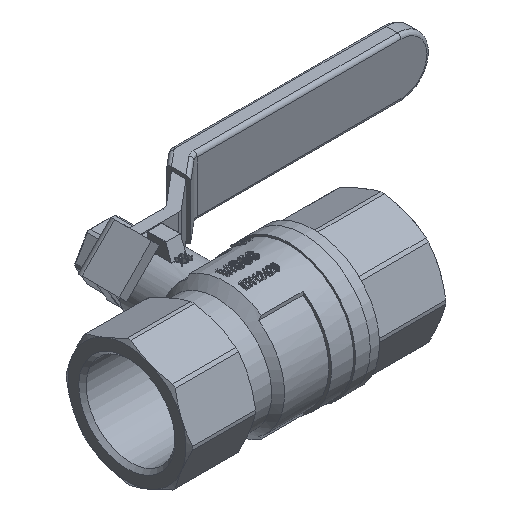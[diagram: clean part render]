
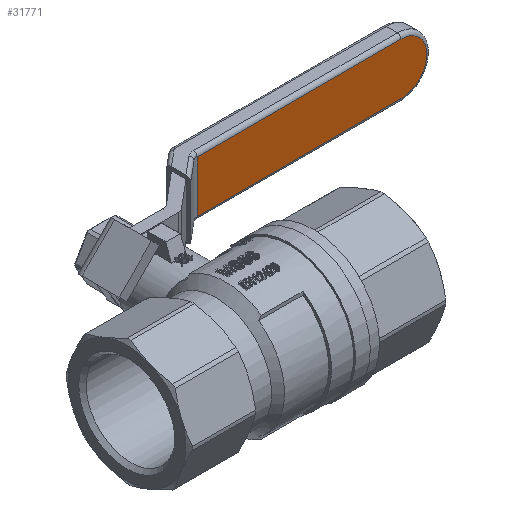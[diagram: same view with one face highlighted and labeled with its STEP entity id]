
A CAD part, isometric view. The second image highlights one B-rep face of the part: STEP entity #31771.
In plain terms, the highlighted planar face has unit normal (0, -1, 0).
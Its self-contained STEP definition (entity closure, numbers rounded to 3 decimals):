
#3096=LINE('',#52503,#4630);
#3097=LINE('',#52505,#4631);
#3098=LINE('',#52507,#4632);
#4630=VECTOR('',#42833,1000.);
#4631=VECTOR('',#42834,1000.);
#4632=VECTOR('',#42835,1000.);
#5936=PLANE('',#35052);
#12675=ORIENTED_EDGE('',*,*,#16536,.F.);
#12676=ORIENTED_EDGE('',*,*,#16537,.F.);
#12677=ORIENTED_EDGE('',*,*,#16538,.T.);
#12678=ORIENTED_EDGE('',*,*,#16539,.T.);
#12679=ORIENTED_EDGE('',*,*,#16540,.T.);
#16536=EDGE_CURVE('',#19031,#19032,#19474,.T.);
#16537=EDGE_CURVE('',#19033,#19031,#19475,.T.);
#16538=EDGE_CURVE('',#19033,#19034,#3096,.T.);
#16539=EDGE_CURVE('',#19034,#19035,#3097,.T.);
#16540=EDGE_CURVE('',#19035,#19032,#3098,.T.);
#19031=VERTEX_POINT('',#52499);
#19032=VERTEX_POINT('',#52500);
#19033=VERTEX_POINT('',#52502);
#19034=VERTEX_POINT('',#52504);
#19035=VERTEX_POINT('',#52506);
#19474=CIRCLE('',#35053,7.);
#19475=CIRCLE('',#35054,7.);
#20821=EDGE_LOOP('',(#12675,#12676,#12677,#12678,#12679));
#22243=FACE_BOUND('',#20821,.T.);
#31771=ADVANCED_FACE('',(#22243),#5936,.T.);
#35052=AXIS2_PLACEMENT_3D('',#52497,#42827,#42828);
#35053=AXIS2_PLACEMENT_3D('',#52498,#42829,#42830);
#35054=AXIS2_PLACEMENT_3D('',#52501,#42831,#42832);
#42827=DIRECTION('',(0.,-1.,0.));
#42828=DIRECTION('',(-1.,0.,0.));
#42829=DIRECTION('',(0.,1.,0.));
#42830=DIRECTION('',(1.,0.,0.));
#42831=DIRECTION('',(0.,1.,0.));
#42832=DIRECTION('',(0.,0.,1.));
#42833=DIRECTION('',(-1.,0.,0.));
#42834=DIRECTION('',(0.,0.,-1.));
#42835=DIRECTION('',(1.,0.,0.));
#52497=CARTESIAN_POINT('',(87.5,39.5,-14.));
#52498=CARTESIAN_POINT('',(79.5,39.5,-14.));
#52499=CARTESIAN_POINT('',(86.5,39.5,-14.));
#52500=CARTESIAN_POINT('',(79.5,39.5,-21.));
#52501=CARTESIAN_POINT('',(79.5,39.5,-14.));
#52502=CARTESIAN_POINT('',(79.5,39.5,-7.));
#52503=CARTESIAN_POINT('',(51.854,39.5,-7.));
#52504=CARTESIAN_POINT('',(24.207,39.5,-7.));
#52505=CARTESIAN_POINT('',(24.207,39.5,-14.));
#52506=CARTESIAN_POINT('',(24.207,39.5,-21.));
#52507=CARTESIAN_POINT('',(51.853,39.5,-21.));
